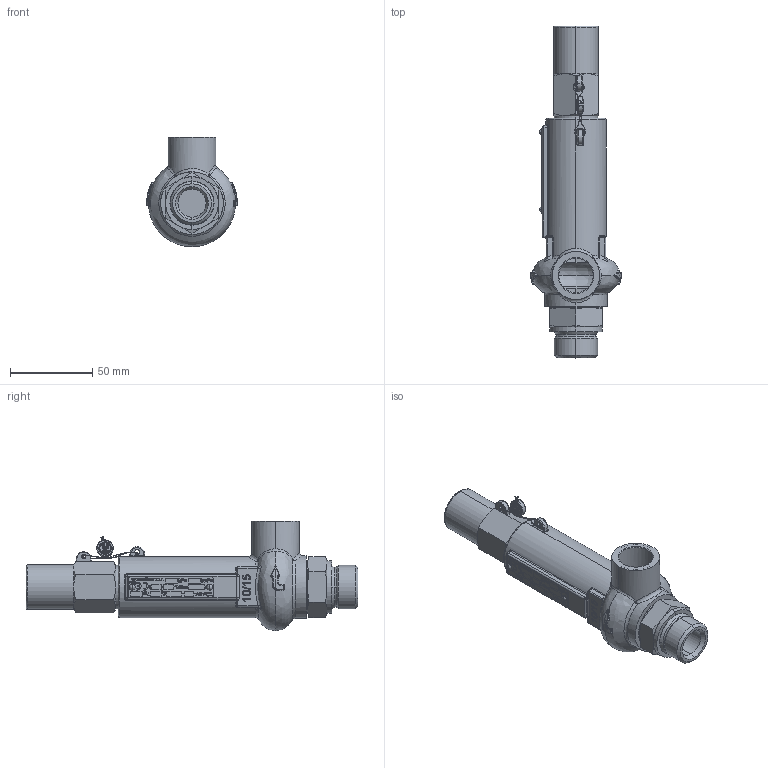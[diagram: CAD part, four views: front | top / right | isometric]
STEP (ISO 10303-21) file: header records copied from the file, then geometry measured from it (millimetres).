
FILE_DESCRIPTION (( 'STEP AP203' ), '1' );
FILE_NAME ('Typ_10-BG_I-head_C-G034-G012.STEP', '2019-09-20T10:11:31', ( '' ), ( '' ), 'SwSTEP 2.0', 'SolidWorks 2016', '' );
FILE_SCHEMA (( 'CONFIG_CONTROL_DESIGN' ));
Length unit declared in the file: millimetre
Products named in the file (1): Typ_10-BG_I-head_C-G034-G012
Bounding box: 54.97 x 201.5 x 66.5 mm (x, y, z)
Volume: 52941.8 mm3; surface area: 51919 mm2
Topology: 25 solids, 25 shells, 1604 faces, 4072 edges, 2596 vertices
Faces by surface type: plane 683, bspline 682, cylinder 194, cone 45
Entity records: 79411 total; most frequent: CARTESIAN_POINT 45265, ORIENTED_EDGE 8108, DIRECTION 5251, EDGE_CURVE 4054, VERTEX_POINT 2596, LINE 2011, VECTOR 2011, EDGE_LOOP 1730
